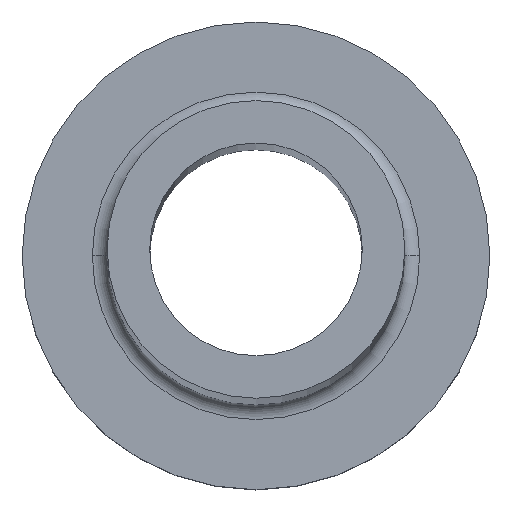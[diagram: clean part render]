
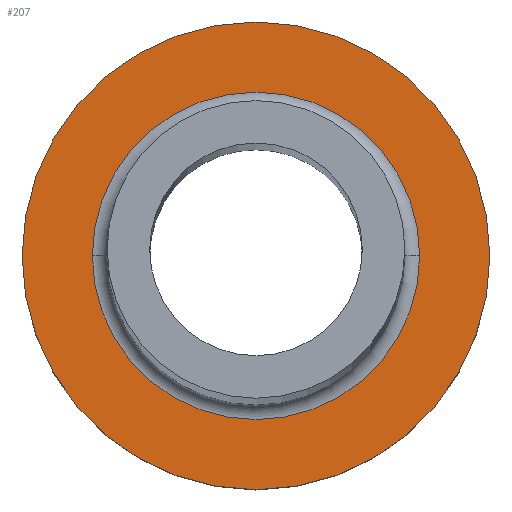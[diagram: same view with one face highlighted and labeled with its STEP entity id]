
A CAD part, top view. The second image highlights one B-rep face of the part: STEP entity #207.
In plain terms, the highlighted planar face has unit normal (0, 0, 1).
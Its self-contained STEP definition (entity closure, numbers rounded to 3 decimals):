
#6 = CARTESIAN_POINT ( 'NONE',  ( -11., 0., 7. ) ) ;
#9 = DIRECTION ( 'NONE',  ( 0., 0., 1. ) ) ;
#13 = ORIENTED_EDGE ( 'NONE', *, *, #20, .T. ) ;
#20 = EDGE_CURVE ( 'NONE', #155, #279, #199, .T. ) ;
#28 = DIRECTION ( 'NONE',  ( 1., 0., 0. ) ) ;
#44 = EDGE_LOOP ( 'NONE', ( #149, #338 ) ) ;
#55 = AXIS2_PLACEMENT_3D ( 'NONE', #228, #9, #196 ) ;
#65 = CARTESIAN_POINT ( 'NONE',  ( 0., 0., 7. ) ) ;
#76 = FACE_BOUND ( 'NONE', #166, .T. ) ;
#82 = AXIS2_PLACEMENT_3D ( 'NONE', #154, #121, #220 ) ;
#86 = CIRCLE ( 'NONE', #82, 11. ) ;
#103 = CARTESIAN_POINT ( 'NONE',  ( 0., 0., 7. ) ) ;
#105 = FACE_OUTER_BOUND ( 'NONE', #44, .T. ) ;
#114 = CARTESIAN_POINT ( 'NONE',  ( -7.7, 0., 7. ) ) ;
#121 = DIRECTION ( 'NONE',  ( 0., 0., 1. ) ) ;
#124 = AXIS2_PLACEMENT_3D ( 'NONE', #103, #167, #234 ) ;
#149 = ORIENTED_EDGE ( 'NONE', *, *, #161, .T. ) ;
#154 = CARTESIAN_POINT ( 'NONE',  ( 0., 0., 7. ) ) ;
#155 = VERTEX_POINT ( 'NONE', #211 ) ;
#157 = DIRECTION ( 'NONE',  ( 1., 0., 0. ) ) ;
#160 = ORIENTED_EDGE ( 'NONE', *, *, #295, .T. ) ;
#161 = EDGE_CURVE ( 'NONE', #168, #248, #86, .T. ) ;
#166 = EDGE_LOOP ( 'NONE', ( #13, #160 ) ) ;
#167 = DIRECTION ( 'NONE',  ( 0., 0., -1. ) ) ;
#168 = VERTEX_POINT ( 'NONE', #6 ) ;
#180 = DIRECTION ( 'NONE',  ( 0., 0., -1. ) ) ;
#193 = AXIS2_PLACEMENT_3D ( 'NONE', #65, #261, #157 ) ;
#196 = DIRECTION ( 'NONE',  ( 1., 0., 0. ) ) ;
#199 = CIRCLE ( 'NONE', #124, 7.7 ) ;
#207 = ADVANCED_FACE ( 'NONE', ( #76, #105 ), #363, .T. ) ;
#211 = CARTESIAN_POINT ( 'NONE',  ( 7.7, 0., 7. ) ) ;
#220 = DIRECTION ( 'NONE',  ( 1., 0., 0. ) ) ;
#228 = CARTESIAN_POINT ( 'NONE',  ( 0., 0., 7. ) ) ;
#234 = DIRECTION ( 'NONE',  ( 1., 0., 0. ) ) ;
#236 = CARTESIAN_POINT ( 'NONE',  ( 11., 0., 7. ) ) ;
#242 = EDGE_CURVE ( 'NONE', #248, #168, #312, .T. ) ;
#246 = AXIS2_PLACEMENT_3D ( 'NONE', #267, #180, #28 ) ;
#248 = VERTEX_POINT ( 'NONE', #236 ) ;
#261 = DIRECTION ( 'NONE',  ( 0., 0., 1. ) ) ;
#266 = CIRCLE ( 'NONE', #246, 7.7 ) ;
#267 = CARTESIAN_POINT ( 'NONE',  ( 0., 0., 7. ) ) ;
#279 = VERTEX_POINT ( 'NONE', #114 ) ;
#295 = EDGE_CURVE ( 'NONE', #279, #155, #266, .T. ) ;
#312 = CIRCLE ( 'NONE', #193, 11. ) ;
#338 = ORIENTED_EDGE ( 'NONE', *, *, #242, .T. ) ;
#363 = PLANE ( 'NONE',  #55 ) ;
